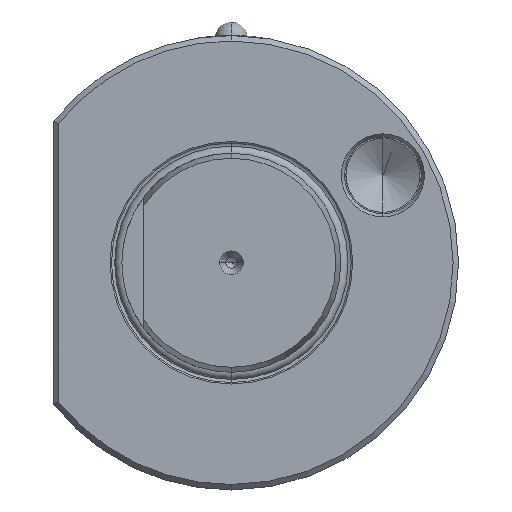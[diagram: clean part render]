
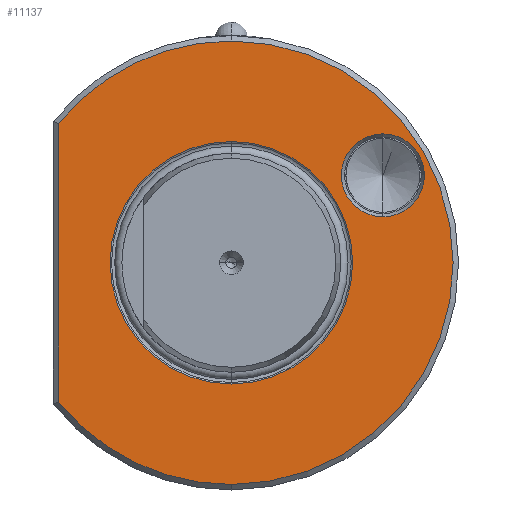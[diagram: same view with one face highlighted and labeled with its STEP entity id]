
A CAD part, left-side view. The second image highlights one B-rep face of the part: STEP entity #11137.
In plain terms, the highlighted planar face has unit normal (-1, 0, 0).
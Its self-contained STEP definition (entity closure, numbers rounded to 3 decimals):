
#7511 = CARTESIAN_POINT ( 'NONE',  ( 2., -27.68, 15.97 ) ) ;
#7520 = DIRECTION ( 'NONE',  ( 0., 0., -1. ) ) ;
#7544 = DIRECTION ( 'NONE',  ( 1., 0., 0. ) ) ;
#7560 = CARTESIAN_POINT ( 'NONE',  ( 2., 0., 0. ) ) ;
#7591 = DIRECTION ( 'NONE',  ( 0., 0., -1. ) ) ;
#7600 = DIRECTION ( 'NONE',  ( 1., 0., 0. ) ) ;
#7819 = CARTESIAN_POINT ( 'NONE',  ( 2., 0., 0. ) ) ;
#7824 = DIRECTION ( 'NONE',  ( 0., 0., -1. ) ) ;
#7850 = DIRECTION ( 'NONE',  ( 1., 0., 0. ) ) ;
#7861 = DIRECTION ( 'NONE',  ( 0., 0., -1. ) ) ;
#7868 = CARTESIAN_POINT ( 'NONE',  ( 2., 31.5, -24.166 ) ) ;
#11137 = ADVANCED_FACE ( 'NONE', ( #15056, #15086, #15065 ), #30690, .F. ) ;
#11340 = AXIS2_PLACEMENT_3D ( 'NONE', #28706, #28702, #28707 ) ;
#11341 = AXIS2_PLACEMENT_3D ( 'NONE', #28703, #28679, #28712 ) ;
#11363 = AXIS2_PLACEMENT_3D ( 'NONE', #28700, #28689, #28682 ) ;
#11366 = AXIS2_PLACEMENT_3D ( 'NONE', #7560, #7600, #7591 ) ;
#11377 = AXIS2_PLACEMENT_3D ( 'NONE', #7511, #7544, #7520 ) ;
#11390 = AXIS2_PLACEMENT_3D ( 'NONE', #7819, #7850, #7824 ) ;
#11459 = AXIS2_PLACEMENT_3D ( 'NONE', #16436, #16405, #16425 ) ;
#15056 = FACE_BOUND ( 'NONE', #18411, .T. ) ;
#15065 = FACE_OUTER_BOUND ( 'NONE', #18394, .T. ) ;
#15086 = FACE_BOUND ( 'NONE', #21652, .T. ) ;
#16405 = DIRECTION ( 'NONE',  ( 1., 0., 0. ) ) ;
#16425 = DIRECTION ( 'NONE',  ( 0., 0., -1. ) ) ;
#16436 = CARTESIAN_POINT ( 'NONE',  ( 2., -27.68, 15.97 ) ) ;
#18394 = EDGE_LOOP ( 'NONE', ( #21886, #21849, #21939, #21875 ) ) ;
#18411 = EDGE_LOOP ( 'NONE', ( #21888, #21864 ) ) ;
#20038 = VERTEX_POINT ( 'NONE', #22250 ) ;
#20095 = VERTEX_POINT ( 'NONE', #22307 ) ;
#20098 = VERTEX_POINT ( 'NONE', #22346 ) ;
#20177 = VERTEX_POINT ( 'NONE', #22416 ) ;
#20179 = VERTEX_POINT ( 'NONE', #22358 ) ;
#20180 = VERTEX_POINT ( 'NONE', #22386 ) ;
#20192 = VERTEX_POINT ( 'NONE', #22395 ) ;
#20213 = VERTEX_POINT ( 'NONE', #22460 ) ;
#21652 = EDGE_LOOP ( 'NONE', ( #21866, #21891 ) ) ;
#21849 = ORIENTED_EDGE ( 'NONE', *, *, #31621, .T. ) ;
#21864 = ORIENTED_EDGE ( 'NONE', *, *, #31575, .T. ) ;
#21866 = ORIENTED_EDGE ( 'NONE', *, *, #32321, .T. ) ;
#21875 = ORIENTED_EDGE ( 'NONE', *, *, #31457, .F. ) ;
#21886 = ORIENTED_EDGE ( 'NONE', *, *, #31462, .F. ) ;
#21888 = ORIENTED_EDGE ( 'NONE', *, *, #31465, .T. ) ;
#21891 = ORIENTED_EDGE ( 'NONE', *, *, #31569, .T. ) ;
#21939 = ORIENTED_EDGE ( 'NONE', *, *, #31610, .F. ) ;
#22250 = CARTESIAN_POINT ( 'NONE',  ( 2., -27.68, 8.393 ) ) ;
#22307 = CARTESIAN_POINT ( 'NONE',  ( 2., 0., -22.15 ) ) ;
#22346 = CARTESIAN_POINT ( 'NONE',  ( 2., -27.68, 23.547 ) ) ;
#22358 = CARTESIAN_POINT ( 'NONE',  ( 2., 0., -40.5 ) ) ;
#22386 = CARTESIAN_POINT ( 'NONE',  ( 2., 0., 22.15 ) ) ;
#22395 = CARTESIAN_POINT ( 'NONE',  ( 2., 0., 40.5 ) ) ;
#22416 = CARTESIAN_POINT ( 'NONE',  ( 2., 31.5, 25.456 ) ) ;
#22460 = CARTESIAN_POINT ( 'NONE',  ( 2., 31.5, -25.456 ) ) ;
#28679 = DIRECTION ( 'NONE',  ( 1., 0., 0. ) ) ;
#28682 = DIRECTION ( 'NONE',  ( 0., 0., -1. ) ) ;
#28689 = DIRECTION ( 'NONE',  ( 1., 0., 0. ) ) ;
#28700 = CARTESIAN_POINT ( 'NONE',  ( 2., 0., 0. ) ) ;
#28702 = DIRECTION ( 'NONE',  ( 1., 0., 0. ) ) ;
#28703 = CARTESIAN_POINT ( 'NONE',  ( 2., 0., 0. ) ) ;
#28706 = CARTESIAN_POINT ( 'NONE',  ( 2., 0., 0. ) ) ;
#28707 = DIRECTION ( 'NONE',  ( 0., 0., -1. ) ) ;
#28712 = DIRECTION ( 'NONE',  ( 0., 0., -1. ) ) ;
#29683 = CIRCLE ( 'NONE', #11363, 22.15 ) ;
#29688 = CIRCLE ( 'NONE', #11341, 40.5 ) ;
#29693 = CIRCLE ( 'NONE', #11340, 40.5 ) ;
#29757 = CIRCLE ( 'NONE', #11377, 7.577 ) ;
#29768 = CIRCLE ( 'NONE', #11459, 7.577 ) ;
#29769 = CIRCLE ( 'NONE', #11366, 22.15 ) ;
#29813 = VECTOR ( 'NONE', #7861, 1000. ) ;
#29821 = LINE ( 'NONE', #7868, #29813 ) ;
#29843 = CIRCLE ( 'NONE', #11390, 40.5 ) ;
#30686 = CARTESIAN_POINT ( 'NONE',  ( 2., 20., 0. ) ) ;
#30690 = PLANE ( 'NONE',  #31889 ) ;
#30694 = DIRECTION ( 'NONE',  ( 0., 0., -1. ) ) ;
#30709 = DIRECTION ( 'NONE',  ( 1., 0., 0. ) ) ;
#31457 = EDGE_CURVE ( 'NONE', #20192, #20179, #29693, .T. ) ;
#31462 = EDGE_CURVE ( 'NONE', #20177, #20192, #29688, .T. ) ;
#31465 = EDGE_CURVE ( 'NONE', #20180, #20095, #29683, .T. ) ;
#31569 = EDGE_CURVE ( 'NONE', #20038, #20098, #29757, .T. ) ;
#31575 = EDGE_CURVE ( 'NONE', #20095, #20180, #29769, .T. ) ;
#31610 = EDGE_CURVE ( 'NONE', #20179, #20213, #29843, .T. ) ;
#31621 = EDGE_CURVE ( 'NONE', #20177, #20213, #29821, .T. ) ;
#31889 = AXIS2_PLACEMENT_3D ( 'NONE', #30686, #30709, #30694 ) ;
#32321 = EDGE_CURVE ( 'NONE', #20098, #20038, #29768, .T. ) ;
